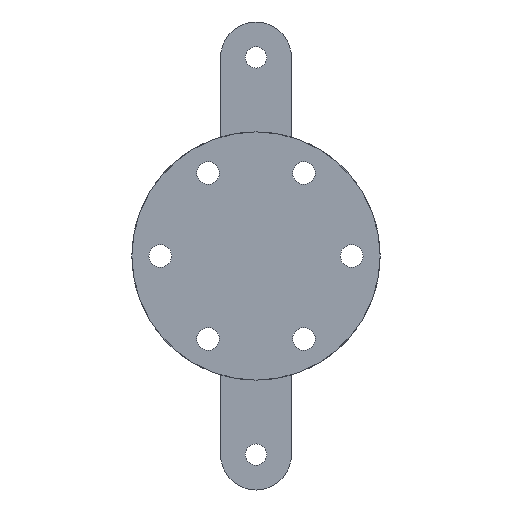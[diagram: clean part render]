
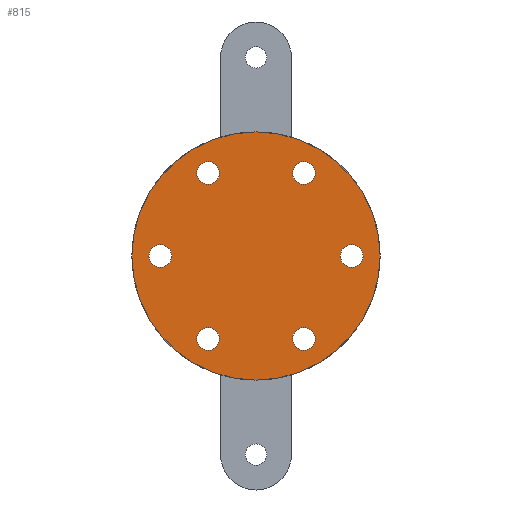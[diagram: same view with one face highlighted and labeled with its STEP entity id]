
A CAD part, front view. The second image highlights one B-rep face of the part: STEP entity #815.
In plain terms, the highlighted planar face has unit normal (0, -1, 0).
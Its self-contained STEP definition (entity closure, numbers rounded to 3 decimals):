
#2 = VERTEX_POINT ( 'NONE', #1445 ) ;
#4 = CARTESIAN_POINT ( 'NONE',  ( -6.75, 0., -11.691 ) ) ;
#14 = CARTESIAN_POINT ( 'NONE',  ( 6.75, 0., 10.091 ) ) ;
#41 = DIRECTION ( 'NONE',  ( 0., 0., 1. ) ) ;
#46 = DIRECTION ( 'NONE',  ( 0., 0., 1. ) ) ;
#50 = CIRCLE ( 'NONE', #905, 1.6 ) ;
#62 = VERTEX_POINT ( 'NONE', #886 ) ;
#63 = EDGE_CURVE ( 'NONE', #461, #1112, #1566, .T. ) ;
#78 = EDGE_LOOP ( 'NONE', ( #1215, #1209 ) ) ;
#92 = EDGE_LOOP ( 'NONE', ( #1220, #1240 ) ) ;
#96 = EDGE_CURVE ( 'NONE', #350, #698, #140, .T. ) ;
#117 = CARTESIAN_POINT ( 'NONE',  ( -13.5, 0., 0. ) ) ;
#131 = DIRECTION ( 'NONE',  ( 0., 0., 1. ) ) ;
#133 = DIRECTION ( 'NONE',  ( 0., 0., 1. ) ) ;
#140 = CIRCLE ( 'NONE', #959, 1.6 ) ;
#167 = VERTEX_POINT ( 'NONE', #1382 ) ;
#177 = DIRECTION ( 'NONE',  ( 0., 0., 1. ) ) ;
#200 = ORIENTED_EDGE ( 'NONE', *, *, #63, .T. ) ;
#235 = EDGE_LOOP ( 'NONE', ( #1409, #1517 ) ) ;
#241 = DIRECTION ( 'NONE',  ( 0., 0., 1. ) ) ;
#259 = EDGE_CURVE ( 'NONE', #837, #938, #1400, .T. ) ;
#262 = CIRCLE ( 'NONE', #668, 1.6 ) ;
#280 = CARTESIAN_POINT ( 'NONE',  ( 6.75, 0., 11.691 ) ) ;
#281 = CARTESIAN_POINT ( 'NONE',  ( -6.75, 0., 11.691 ) ) ;
#297 = DIRECTION ( 'NONE',  ( 0., 1., 0. ) ) ;
#306 = CARTESIAN_POINT ( 'NONE',  ( -6.75, 0., -11.691 ) ) ;
#343 = DIRECTION ( 'NONE',  ( 0., 0., 1. ) ) ;
#350 = VERTEX_POINT ( 'NONE', #972 ) ;
#382 = DIRECTION ( 'NONE',  ( 0., 0., 1. ) ) ;
#385 = EDGE_CURVE ( 'NONE', #607, #532, #488, .T. ) ;
#391 = DIRECTION ( 'NONE',  ( 0., 1., 0. ) ) ;
#395 = FACE_BOUND ( 'NONE', #92, .T. ) ;
#402 = AXIS2_PLACEMENT_3D ( 'NONE', #4, #984, #131 ) ;
#411 = CARTESIAN_POINT ( 'NONE',  ( 13.5, 0., -1.6 ) ) ;
#423 = CARTESIAN_POINT ( 'NONE',  ( -13.5, 0., 0. ) ) ;
#440 = DIRECTION ( 'NONE',  ( 0., 0., 1. ) ) ;
#454 = EDGE_LOOP ( 'NONE', ( #830, #1124 ) ) ;
#461 = VERTEX_POINT ( 'NONE', #1504 ) ;
#463 = CIRCLE ( 'NONE', #618, 1.6 ) ;
#488 = CIRCLE ( 'NONE', #615, 1.6 ) ;
#508 = FACE_BOUND ( 'NONE', #820, .T. ) ;
#528 = FACE_BOUND ( 'NONE', #454, .T. ) ;
#532 = VERTEX_POINT ( 'NONE', #714 ) ;
#537 = DIRECTION ( 'NONE',  ( 0., 0., 1. ) ) ;
#539 = AXIS2_PLACEMENT_3D ( 'NONE', #1437, #857, #241 ) ;
#552 = VERTEX_POINT ( 'NONE', #1427 ) ;
#574 = CARTESIAN_POINT ( 'NONE',  ( -6.75, 0., 11.691 ) ) ;
#597 = CARTESIAN_POINT ( 'NONE',  ( 13.5, 0., 0. ) ) ;
#605 = AXIS2_PLACEMENT_3D ( 'NONE', #892, #1144, #46 ) ;
#607 = VERTEX_POINT ( 'NONE', #840 ) ;
#613 = AXIS2_PLACEMENT_3D ( 'NONE', #647, #1480, #133 ) ;
#615 = AXIS2_PLACEMENT_3D ( 'NONE', #281, #1018, #662 ) ;
#618 = AXIS2_PLACEMENT_3D ( 'NONE', #306, #1159, #440 ) ;
#644 = AXIS2_PLACEMENT_3D ( 'NONE', #597, #391, #382 ) ;
#645 = FACE_BOUND ( 'NONE', #78, .T. ) ;
#646 = DIRECTION ( 'NONE',  ( 0., 1., 0. ) ) ;
#647 = CARTESIAN_POINT ( 'NONE',  ( 0., 0., 0. ) ) ;
#653 = DIRECTION ( 'NONE',  ( 0., 1., 0. ) ) ;
#662 = DIRECTION ( 'NONE',  ( 0., 0., 1. ) ) ;
#668 = AXIS2_PLACEMENT_3D ( 'NONE', #117, #1570, #343 ) ;
#684 = EDGE_CURVE ( 'NONE', #938, #837, #833, .T. ) ;
#694 = CIRCLE ( 'NONE', #613, 17.5 ) ;
#698 = VERTEX_POINT ( 'NONE', #14 ) ;
#700 = AXIS2_PLACEMENT_3D ( 'NONE', #1531, #1031, #1057 ) ;
#714 = CARTESIAN_POINT ( 'NONE',  ( -6.75, 0., 13.291 ) ) ;
#735 = CARTESIAN_POINT ( 'NONE',  ( 6.75, 0., -10.091 ) ) ;
#750 = CIRCLE ( 'NONE', #700, 1.6 ) ;
#756 = ORIENTED_EDGE ( 'NONE', *, *, #1362, .T. ) ;
#764 = DIRECTION ( 'NONE',  ( 0., 1., 0. ) ) ;
#769 = CIRCLE ( 'NONE', #402, 1.6 ) ;
#779 = EDGE_CURVE ( 'NONE', #963, #552, #769, .T. ) ;
#780 = FACE_OUTER_BOUND ( 'NONE', #235, .T. ) ;
#803 = DIRECTION ( 'NONE',  ( 0., 0., 1. ) ) ;
#805 = EDGE_CURVE ( 'NONE', #698, #350, #1293, .T. ) ;
#809 = CARTESIAN_POINT ( 'NONE',  ( 13.5, 0., 1.6 ) ) ;
#815 = ADVANCED_FACE ( 'NONE', ( #528, #1126, #645, #395, #508, #1485, #780 ), #1372, .F. ) ;
#817 = AXIS2_PLACEMENT_3D ( 'NONE', #883, #764, #1365 ) ;
#820 = EDGE_LOOP ( 'NONE', ( #847, #1403 ) ) ;
#830 = ORIENTED_EDGE ( 'NONE', *, *, #684, .T. ) ;
#831 = CARTESIAN_POINT ( 'NONE',  ( -13.5, 0., 1.6 ) ) ;
#832 = AXIS2_PLACEMENT_3D ( 'NONE', #423, #297, #177 ) ;
#833 = CIRCLE ( 'NONE', #539, 1.6 ) ;
#837 = VERTEX_POINT ( 'NONE', #411 ) ;
#840 = CARTESIAN_POINT ( 'NONE',  ( -6.75, 0., 10.091 ) ) ;
#847 = ORIENTED_EDGE ( 'NONE', *, *, #779, .T. ) ;
#857 = DIRECTION ( 'NONE',  ( 0., 1., 0. ) ) ;
#883 = CARTESIAN_POINT ( 'NONE',  ( 0., 0., 0. ) ) ;
#884 = EDGE_CURVE ( 'NONE', #167, #2, #1217, .T. ) ;
#886 = CARTESIAN_POINT ( 'NONE',  ( -13.5, 0., -1.6 ) ) ;
#892 = CARTESIAN_POINT ( 'NONE',  ( 0., 0., 0. ) ) ;
#905 = AXIS2_PLACEMENT_3D ( 'NONE', #574, #1420, #803 ) ;
#926 = CARTESIAN_POINT ( 'NONE',  ( -6.75, 0., -10.091 ) ) ;
#938 = VERTEX_POINT ( 'NONE', #809 ) ;
#955 = CIRCLE ( 'NONE', #832, 1.6 ) ;
#959 = AXIS2_PLACEMENT_3D ( 'NONE', #1142, #1267, #537 ) ;
#963 = VERTEX_POINT ( 'NONE', #926 ) ;
#967 = AXIS2_PLACEMENT_3D ( 'NONE', #280, #653, #41 ) ;
#972 = CARTESIAN_POINT ( 'NONE',  ( 6.75, 0., 13.291 ) ) ;
#984 = DIRECTION ( 'NONE',  ( 0., 1., 0. ) ) ;
#1018 = DIRECTION ( 'NONE',  ( 0., 1., 0. ) ) ;
#1031 = DIRECTION ( 'NONE',  ( 0., 1., 0. ) ) ;
#1049 = EDGE_LOOP ( 'NONE', ( #1308, #1298 ) ) ;
#1057 = DIRECTION ( 'NONE',  ( 0., 0., 1. ) ) ;
#1112 = VERTEX_POINT ( 'NONE', #735 ) ;
#1124 = ORIENTED_EDGE ( 'NONE', *, *, #259, .T. ) ;
#1126 = FACE_BOUND ( 'NONE', #1049, .T. ) ;
#1142 = CARTESIAN_POINT ( 'NONE',  ( 6.75, 0., 11.691 ) ) ;
#1144 = DIRECTION ( 'NONE',  ( 0., 1., 0. ) ) ;
#1159 = DIRECTION ( 'NONE',  ( 0., 1., 0. ) ) ;
#1209 = ORIENTED_EDGE ( 'NONE', *, *, #385, .T. ) ;
#1215 = ORIENTED_EDGE ( 'NONE', *, *, #1331, .T. ) ;
#1217 = CIRCLE ( 'NONE', #605, 17.5 ) ;
#1220 = ORIENTED_EDGE ( 'NONE', *, *, #1394, .T. ) ;
#1240 = ORIENTED_EDGE ( 'NONE', *, *, #1370, .T. ) ;
#1256 = EDGE_LOOP ( 'NONE', ( #756, #200 ) ) ;
#1267 = DIRECTION ( 'NONE',  ( 0., 1., 0. ) ) ;
#1293 = CIRCLE ( 'NONE', #967, 1.6 ) ;
#1298 = ORIENTED_EDGE ( 'NONE', *, *, #805, .T. ) ;
#1308 = ORIENTED_EDGE ( 'NONE', *, *, #96, .T. ) ;
#1324 = EDGE_CURVE ( 'NONE', #552, #963, #463, .T. ) ;
#1331 = EDGE_CURVE ( 'NONE', #532, #607, #50, .T. ) ;
#1360 = CARTESIAN_POINT ( 'NONE',  ( 6.75, 0., -11.691 ) ) ;
#1362 = EDGE_CURVE ( 'NONE', #1112, #461, #750, .T. ) ;
#1365 = DIRECTION ( 'NONE',  ( 0., 0., 1. ) ) ;
#1370 = EDGE_CURVE ( 'NONE', #62, #1454, #955, .T. ) ;
#1372 = PLANE ( 'NONE',  #817 ) ;
#1382 = CARTESIAN_POINT ( 'NONE',  ( 0., 0., -17.5 ) ) ;
#1394 = EDGE_CURVE ( 'NONE', #1454, #62, #262, .T. ) ;
#1400 = CIRCLE ( 'NONE', #644, 1.6 ) ;
#1403 = ORIENTED_EDGE ( 'NONE', *, *, #1324, .T. ) ;
#1409 = ORIENTED_EDGE ( 'NONE', *, *, #884, .F. ) ;
#1420 = DIRECTION ( 'NONE',  ( 0., 1., 0. ) ) ;
#1427 = CARTESIAN_POINT ( 'NONE',  ( -6.75, 0., -13.291 ) ) ;
#1437 = CARTESIAN_POINT ( 'NONE',  ( 13.5, 0., 0. ) ) ;
#1445 = CARTESIAN_POINT ( 'NONE',  ( 0., 0., 17.5 ) ) ;
#1454 = VERTEX_POINT ( 'NONE', #831 ) ;
#1480 = DIRECTION ( 'NONE',  ( 0., 1., 0. ) ) ;
#1485 = FACE_BOUND ( 'NONE', #1256, .T. ) ;
#1487 = DIRECTION ( 'NONE',  ( 0., 0., 1. ) ) ;
#1504 = CARTESIAN_POINT ( 'NONE',  ( 6.75, 0., -13.291 ) ) ;
#1517 = ORIENTED_EDGE ( 'NONE', *, *, #1526, .F. ) ;
#1526 = EDGE_CURVE ( 'NONE', #2, #167, #694, .T. ) ;
#1531 = CARTESIAN_POINT ( 'NONE',  ( 6.75, 0., -11.691 ) ) ;
#1541 = AXIS2_PLACEMENT_3D ( 'NONE', #1360, #646, #1487 ) ;
#1566 = CIRCLE ( 'NONE', #1541, 1.6 ) ;
#1570 = DIRECTION ( 'NONE',  ( 0., 1., 0. ) ) ;
